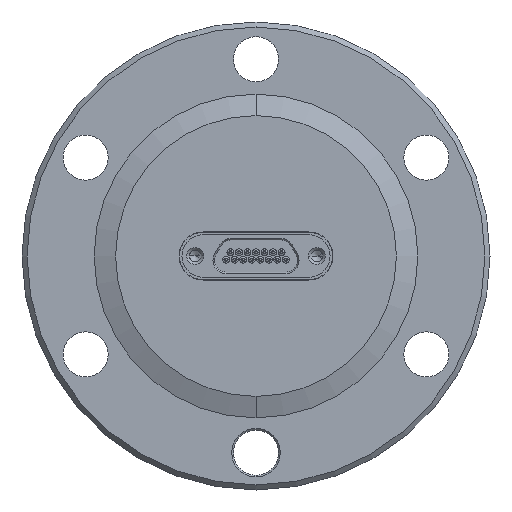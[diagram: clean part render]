
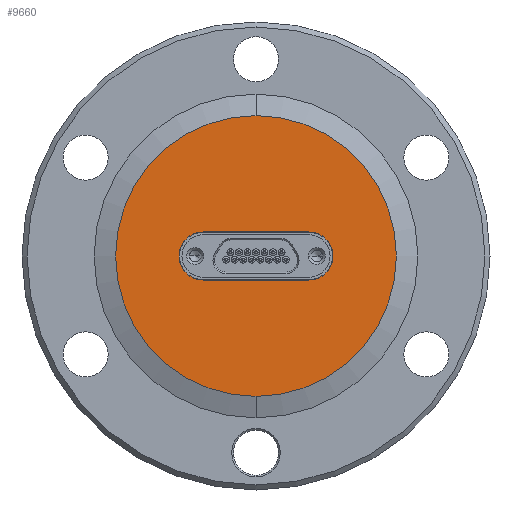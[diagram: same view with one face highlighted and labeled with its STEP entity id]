
A CAD part, front view. The second image highlights one B-rep face of the part: STEP entity #9660.
In plain terms, the highlighted planar face has unit normal (0, -1, 0).
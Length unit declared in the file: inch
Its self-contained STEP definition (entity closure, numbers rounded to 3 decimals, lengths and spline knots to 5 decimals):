
#3770 = CARTESIAN_POINT ( 'NONE',  ( 0., -0.449, 0. ) ) ;
#3772 = DIRECTION ( 'NONE',  ( 0., -1., 0. ) ) ;
#3774 = DIRECTION ( 'NONE',  ( 0., 0., -1. ) ) ;
#3789 = CARTESIAN_POINT ( 'NONE',  ( 0., -0.449, 0. ) ) ;
#3791 = DIRECTION ( 'NONE',  ( 0., -1., 0. ) ) ;
#3793 = DIRECTION ( 'NONE',  ( 0., 0., -1. ) ) ;
#3924 = DIRECTION ( 'NONE',  ( -1., 0., 0. ) ) ;
#3933 = CARTESIAN_POINT ( 'NONE',  ( -0.3105, -0.449, 0.1415 ) ) ;
#3935 = CARTESIAN_POINT ( 'NONE',  ( -0.3105, -0.449, 0. ) ) ;
#3936 = DIRECTION ( 'NONE',  ( 0., -1., 0. ) ) ;
#3938 = DIRECTION ( 'NONE',  ( 0., 0., -1. ) ) ;
#3940 = DIRECTION ( 'NONE',  ( 1., 0., 0. ) ) ;
#3944 = CARTESIAN_POINT ( 'NONE',  ( -0.3105, -0.449, -0.1415 ) ) ;
#3946 = CARTESIAN_POINT ( 'NONE',  ( 0.3105, -0.449, 0. ) ) ;
#3947 = DIRECTION ( 'NONE',  ( 0., -1., 0. ) ) ;
#3949 = DIRECTION ( 'NONE',  ( 0., 0., -1. ) ) ;
#3990 = EDGE_CURVE ( 'NONE', #9196, #9195, #20129, .T. ) ;
#3995 = EDGE_CURVE ( 'NONE', #9195, #9196, #20135, .T. ) ;
#4038 = EDGE_CURVE ( 'NONE', #9191, #9201, #20160, .T. ) ;
#4040 = EDGE_CURVE ( 'NONE', #9188, #9191, #20154, .T. ) ;
#4041 = EDGE_CURVE ( 'NONE', #9187, #9188, #20161, .T. ) ;
#4043 = EDGE_CURVE ( 'NONE', #9201, #9187, #20162, .T. ) ;
#9032 = EDGE_LOOP ( 'NONE', ( #15834, #15832, #15829, #15826 ) ) ;
#9035 = EDGE_LOOP ( 'NONE', ( #15824, #15822 ) ) ;
#9187 = VERTEX_POINT ( 'NONE', #21718 ) ;
#9188 = VERTEX_POINT ( 'NONE', #21719 ) ;
#9191 = VERTEX_POINT ( 'NONE', #21722 ) ;
#9195 = VERTEX_POINT ( 'NONE', #21726 ) ;
#9196 = VERTEX_POINT ( 'NONE', #21727 ) ;
#9201 = VERTEX_POINT ( 'NONE', #21732 ) ;
#9660 = ADVANCED_FACE ( 'NONE', ( #21108, #21112 ), #15035, .T. ) ;
#15035 = PLANE ( 'NONE',  #17938 ) ;
#15037 = CARTESIAN_POINT ( 'NONE',  ( 0.825, -0.449, 0. ) ) ;
#15041 = DIRECTION ( 'NONE',  ( 0., -1., 0. ) ) ;
#15042 = DIRECTION ( 'NONE',  ( 0., 0., -1. ) ) ;
#15822 = ORIENTED_EDGE ( 'NONE', *, *, #3990, .T. ) ;
#15824 = ORIENTED_EDGE ( 'NONE', *, *, #3995, .T. ) ;
#15826 = ORIENTED_EDGE ( 'NONE', *, *, #4043, .F. ) ;
#15829 = ORIENTED_EDGE ( 'NONE', *, *, #4041, .F. ) ;
#15832 = ORIENTED_EDGE ( 'NONE', *, *, #4040, .F. ) ;
#15834 = ORIENTED_EDGE ( 'NONE', *, *, #4038, .F. ) ;
#17476 = AXIS2_PLACEMENT_3D ( 'NONE', #3946, #3947, #3949 ) ;
#17477 = AXIS2_PLACEMENT_3D ( 'NONE', #3935, #3936, #3938 ) ;
#17501 = AXIS2_PLACEMENT_3D ( 'NONE', #3789, #3791, #3793 ) ;
#17503 = AXIS2_PLACEMENT_3D ( 'NONE', #3770, #3772, #3774 ) ;
#17938 = AXIS2_PLACEMENT_3D ( 'NONE', #15037, #15041, #15042 ) ;
#20129 = CIRCLE ( 'NONE', #17503, 0.825 ) ;
#20135 = CIRCLE ( 'NONE', #17501, 0.825 ) ;
#20154 = LINE ( 'NONE', #3933, #20163 ) ;
#20160 = CIRCLE ( 'NONE', #17477, 0.1415 ) ;
#20161 = CIRCLE ( 'NONE', #17476, 0.1415 ) ;
#20162 = LINE ( 'NONE', #3944, #20166 ) ;
#20163 = VECTOR ( 'NONE', #3924, 39.37008 ) ;
#20166 = VECTOR ( 'NONE', #3940, 39.37008 ) ;
#21108 = FACE_BOUND ( 'NONE', #9032, .T. ) ;
#21112 = FACE_OUTER_BOUND ( 'NONE', #9035, .T. ) ;
#21718 = CARTESIAN_POINT ( 'NONE',  ( 0.3105, -0.449, -0.1415 ) ) ;
#21719 = CARTESIAN_POINT ( 'NONE',  ( 0.3105, -0.449, 0.1415 ) ) ;
#21722 = CARTESIAN_POINT ( 'NONE',  ( -0.3105, -0.449, 0.1415 ) ) ;
#21726 = CARTESIAN_POINT ( 'NONE',  ( 0., -0.449, -0.825 ) ) ;
#21727 = CARTESIAN_POINT ( 'NONE',  ( 0., -0.449, 0.825 ) ) ;
#21732 = CARTESIAN_POINT ( 'NONE',  ( -0.3105, -0.449, -0.1415 ) ) ;
